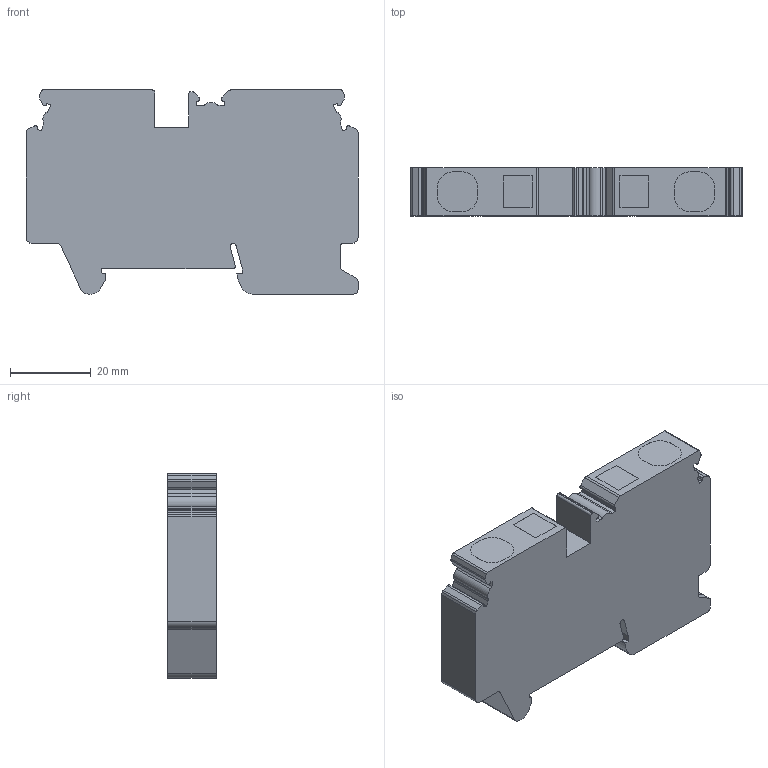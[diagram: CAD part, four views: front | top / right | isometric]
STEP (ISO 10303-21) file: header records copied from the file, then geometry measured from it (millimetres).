
FILE_DESCRIPTION (( 'STEP AP214' ), '1' );
FILE_NAME ('CSCG16T.STEP', '2024-11-21T10:37:59', ( '' ), ( '' ), 'SwSTEP 2.0', 'SolidWorks 2022', '' );
FILE_SCHEMA (( 'AUTOMOTIVE_DESIGN' ));
Length unit declared in the file: millimetre
Products named in the file (1): CSCG16T
Bounding box: 82 x 11.9 x 50.4 mm (x, y, z)
Volume: 42231.9 mm3; surface area: 10935.7 mm2
Topology: 1 solids, 1 shells, 148 faces, 426 edges, 284 vertices
Faces by surface type: plane 76, cylinder 72
Entity records: 4972 total; most frequent: DIRECTION 868, CARTESIAN_POINT 859, ORIENTED_EDGE 852, EDGE_CURVE 426, AXIS2_PLACEMENT_3D 293, VERTEX_POINT 284, LINE 282, VECTOR 282
